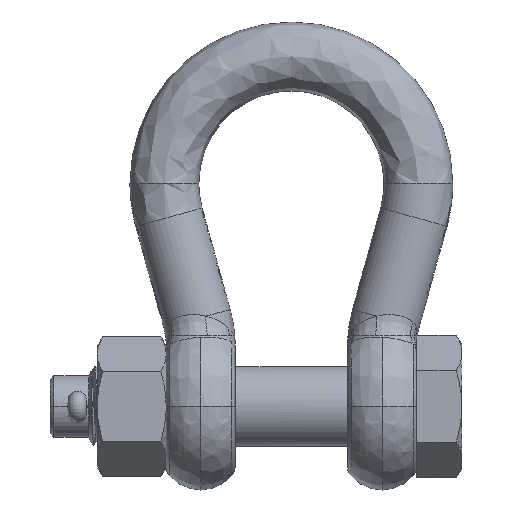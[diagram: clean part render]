
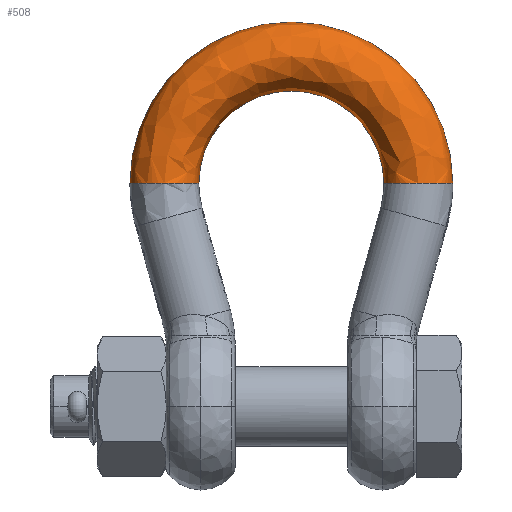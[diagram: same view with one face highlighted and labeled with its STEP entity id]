
A CAD part, top view. The second image highlights one B-rep face of the part: STEP entity #508.
In plain terms, the highlighted free-form (B-spline) face has degree [3, 3] with [4, 4] control points.
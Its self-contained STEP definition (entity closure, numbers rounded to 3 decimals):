
#508=ADVANCED_FACE('NONE',(#1668),#1669,.F.);
#1668=FACE_OUTER_BOUND('',#8370,.T.);
#1669=(B_SPLINE_SURFACE(3,3,((#8372,#8373,#8374,#8375),(#8376,#8377,#8378,#8379),(#8380,#8381,#8382,#8383),(#8384,#8385,#8386,#8387)),.UNSPECIFIED.,.F.,.F.,.F.)B_SPLINE_SURFACE_WITH_KNOTS((4,4),(4,4),(0.0,1.0),(0.0,1.0),.UNSPECIFIED.)RATIONAL_B_SPLINE_SURFACE(((1.0,0.333,0.333,1.0),(0.333,0.111,0.111,0.333),(0.333,0.111,0.111,0.333),(1.0,0.333,0.333,1.0)))BOUNDED_SURFACE()REPRESENTATION_ITEM('')GEOMETRIC_REPRESENTATION_ITEM()SURFACE());
#8370=EDGE_LOOP('',(#17870,#17871,#17872,#17873));
#8372=CARTESIAN_POINT('',(-25.5,61.5,0.));
#8373=CARTESIAN_POINT('',(-25.5,112.5,0.));
#8374=CARTESIAN_POINT('',(25.5,112.5,0.));
#8375=CARTESIAN_POINT('',(25.5,61.5,0.));
#8376=CARTESIAN_POINT('',(-25.5,61.5,19.0));
#8377=CARTESIAN_POINT('',(-25.5,112.5,19.0));
#8378=CARTESIAN_POINT('',(25.5,112.5,19.0));
#8379=CARTESIAN_POINT('',(25.5,61.5,19.0));
#8380=CARTESIAN_POINT('',(-44.5,61.5,19.0));
#8381=CARTESIAN_POINT('',(-44.5,150.5,19.0));
#8382=CARTESIAN_POINT('',(44.5,150.5,19.0));
#8383=CARTESIAN_POINT('',(44.5,61.5,19.0));
#8384=CARTESIAN_POINT('',(-44.5,61.5,0.));
#8385=CARTESIAN_POINT('',(-44.5,150.5,0.));
#8386=CARTESIAN_POINT('',(44.5,150.5,0.));
#8387=CARTESIAN_POINT('',(44.5,61.5,0.));
#17870=ORIENTED_EDGE('',*,*,#21583,.T.);
#17871=ORIENTED_EDGE('',*,*,#21564,.F.);
#17872=ORIENTED_EDGE('',*,*,#21433,.F.);
#17873=ORIENTED_EDGE('',*,*,#21563,.F.);
#21433=EDGE_CURVE('NONE',#24299,#24297,#24331,.T.);
#21563=EDGE_CURVE('NONE',#24548,#24299,#24550,.T.);
#21564=EDGE_CURVE('NONE',#24297,#24547,#24551,.T.);
#21583=EDGE_CURVE('NONE',#24548,#24547,#24579,.T.);
#24297=VERTEX_POINT('NONE',#34741);
#24299=VERTEX_POINT('NONE',#34743);
#24331=CIRCLE('',#34813,9.5);
#24547=VERTEX_POINT('NONE',#35538);
#24548=VERTEX_POINT('NONE',#35539);
#24550=CIRCLE('',#35541,25.5);
#24551=CIRCLE('',#35542,44.5);
#24579=CIRCLE('',#35617,9.5);
#34741=CARTESIAN_POINT('',(-44.5,61.5,0.));
#34743=CARTESIAN_POINT('',(-25.5,61.5,0.));
#34813=AXIS2_PLACEMENT_3D('',#40660,#40661,#40662);
#35538=CARTESIAN_POINT('',(44.5,61.5,0.));
#35539=CARTESIAN_POINT('',(25.5,61.5,0.));
#35541=AXIS2_PLACEMENT_3D('',#40746,#40747,#40748);
#35542=AXIS2_PLACEMENT_3D('',#40749,#40750,#40751);
#35617=AXIS2_PLACEMENT_3D('',#40766,#40767,#40768);
#40660=CARTESIAN_POINT('',(-35.0,61.5,0.));
#40661=DIRECTION('',(0.0,-1.0,0.0));
#40662=DIRECTION('',(0.0,0.0,-1.0));
#40746=CARTESIAN_POINT('',(0.0,61.5,0.));
#40747=DIRECTION('',(0.0,0.0,1.0));
#40748=DIRECTION('',(-1.0,0.0,0.0));
#40749=CARTESIAN_POINT('',(0.0,61.5,0.));
#40750=DIRECTION('',(0.0,0.0,-1.0));
#40751=DIRECTION('',(-1.0,0.0,0.0));
#40766=CARTESIAN_POINT('',(35.0,61.5,0.));
#40767=DIRECTION('',(0.0,1.0,-0.0));
#40768=DIRECTION('',(0.0,0.0,1.0));
